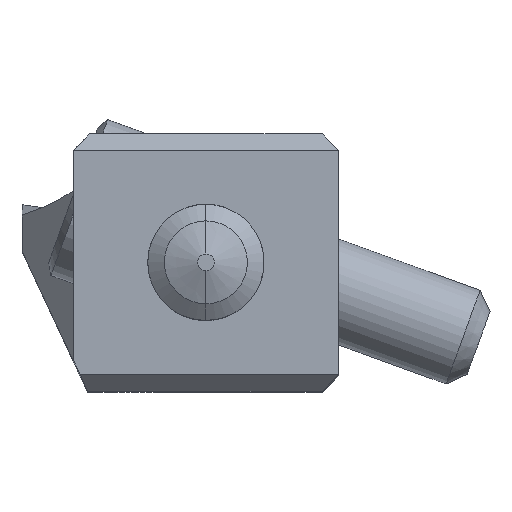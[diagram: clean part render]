
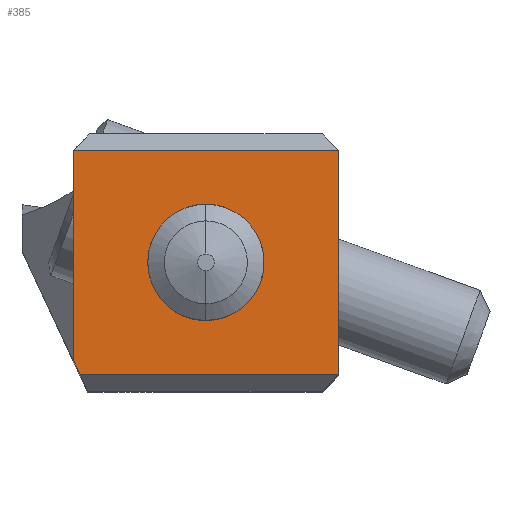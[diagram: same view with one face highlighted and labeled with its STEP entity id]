
A CAD part, top view. The second image highlights one B-rep face of the part: STEP entity #385.
In plain terms, the highlighted planar face has unit normal (0, 0, 1).
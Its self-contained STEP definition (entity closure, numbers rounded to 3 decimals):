
#138=FACE_BOUND('',#706,.T.);
#139=FACE_BOUND('',#707,.T.);
#236=CIRCLE('',#2718,1.65);
#237=CIRCLE('',#2719,1.65);
#385=ADVANCED_FACE('',(#138,#139),#519,.T.);
#519=PLANE('',#2720);
#706=EDGE_LOOP('',(#1022,#1023,#1024,#1025,#1026));
#707=EDGE_LOOP('',(#1027,#1028));
#1022=ORIENTED_EDGE('',*,*,#1846,.F.);
#1023=ORIENTED_EDGE('',*,*,#1927,.F.);
#1024=ORIENTED_EDGE('',*,*,#1908,.F.);
#1025=ORIENTED_EDGE('',*,*,#1928,.F.);
#1026=ORIENTED_EDGE('',*,*,#1929,.T.);
#1027=ORIENTED_EDGE('',*,*,#1930,.F.);
#1028=ORIENTED_EDGE('',*,*,#1931,.F.);
#1601=VERTEX_POINT('',#3812);
#1603=VERTEX_POINT('',#3817);
#1645=VERTEX_POINT('',#3940);
#1646=VERTEX_POINT('',#3942);
#1659=VERTEX_POINT('',#3981);
#1660=VERTEX_POINT('',#3984);
#1661=VERTEX_POINT('',#3985);
#1846=EDGE_CURVE('',#1603,#1601,#2211,.T.);
#1908=EDGE_CURVE('',#1645,#1646,#2253,.T.);
#1927=EDGE_CURVE('',#1646,#1603,#2265,.T.);
#1928=EDGE_CURVE('',#1659,#1645,#2266,.T.);
#1929=EDGE_CURVE('',#1659,#1601,#2267,.T.);
#1930=EDGE_CURVE('',#1660,#1661,#236,.T.);
#1931=EDGE_CURVE('',#1661,#1660,#237,.T.);
#2211=LINE('',#3818,#2385);
#2253=LINE('',#3941,#2427);
#2265=LINE('',#3978,#2439);
#2266=LINE('',#3980,#2440);
#2267=LINE('',#3982,#2441);
#2385=VECTOR('',#3025,1.);
#2427=VECTOR('',#3145,1.);
#2439=VECTOR('',#3181,1.);
#2440=VECTOR('',#3184,1.);
#2441=VECTOR('',#3185,1.);
#2718=AXIS2_PLACEMENT_3D('',#3983,#3186,#3187);
#2719=AXIS2_PLACEMENT_3D('',#3986,#3188,#3189);
#2720=AXIS2_PLACEMENT_3D('',#3987,#3190,#3191);
#3025=DIRECTION('',(0.,-1.,0.));
#3145=DIRECTION('',(0.,1.,0.));
#3181=DIRECTION('',(1.,0.,0.));
#3184=DIRECTION('',(-0.423,0.906,0.));
#3185=DIRECTION('',(1.,0.,0.));
#3186=DIRECTION('',(0.,0.,1.));
#3187=DIRECTION('',(1.,0.,0.));
#3188=DIRECTION('',(0.,0.,1.));
#3189=DIRECTION('',(-1.,0.,0.));
#3190=DIRECTION('',(0.,0.,1.));
#3191=DIRECTION('',(-1.,0.,0.));
#3812=CARTESIAN_POINT('',(0.,1.,0.));
#3817=CARTESIAN_POINT('',(0.,14.5,0.));
#3818=CARTESIAN_POINT('',(0.,14.5,0.));
#3940=CARTESIAN_POINT('',(-16.,1.895,0.));
#3941=CARTESIAN_POINT('',(-16.,1.895,0.));
#3942=CARTESIAN_POINT('',(-16.,14.5,0.));
#3978=CARTESIAN_POINT('',(-16.,14.5,0.));
#3980=CARTESIAN_POINT('',(-15.583,1.,0.));
#3981=CARTESIAN_POINT('',(-15.583,1.,0.));
#3982=CARTESIAN_POINT('',(-15.583,1.,0.));
#3983=CARTESIAN_POINT('',(-8.,7.75,0.));
#3984=CARTESIAN_POINT('',(-6.35,7.75,0.));
#3985=CARTESIAN_POINT('',(-9.65,7.75,0.));
#3986=CARTESIAN_POINT('',(-8.,7.75,0.));
#3987=CARTESIAN_POINT('',(-8.,7.75,0.));
